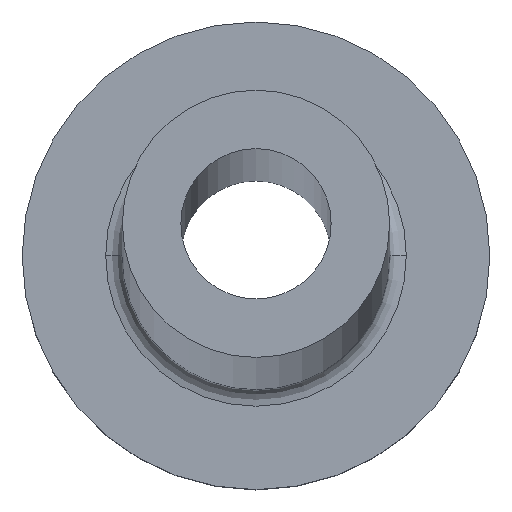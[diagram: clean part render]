
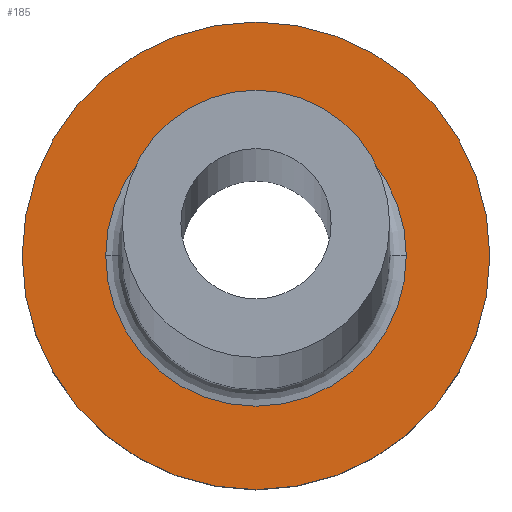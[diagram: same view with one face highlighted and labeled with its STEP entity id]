
A CAD part, top view. The second image highlights one B-rep face of the part: STEP entity #185.
In plain terms, the highlighted planar face has unit normal (0, 0, 1).
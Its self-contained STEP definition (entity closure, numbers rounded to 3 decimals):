
#1 = FACE_BOUND ( 'NONE', #58, .T. ) ;
#11 = DIRECTION ( 'NONE',  ( 0., 0., 1. ) ) ;
#19 = VERTEX_POINT ( 'NONE', #146 ) ;
#24 = ORIENTED_EDGE ( 'NONE', *, *, #367, .T. ) ;
#37 = CARTESIAN_POINT ( 'NONE',  ( 0., 0., 5. ) ) ;
#38 = ORIENTED_EDGE ( 'NONE', *, *, #234, .T. ) ;
#58 = EDGE_LOOP ( 'NONE', ( #77, #140 ) ) ;
#77 = ORIENTED_EDGE ( 'NONE', *, *, #323, .T. ) ;
#81 = DIRECTION ( 'NONE',  ( 0., 0., 1. ) ) ;
#97 = CARTESIAN_POINT ( 'NONE',  ( 0., 0., 5. ) ) ;
#100 = AXIS2_PLACEMENT_3D ( 'NONE', #170, #11, #336 ) ;
#102 = DIRECTION ( 'NONE',  ( 0., 0., -1. ) ) ;
#123 = CARTESIAN_POINT ( 'NONE',  ( 0., 0., 5. ) ) ;
#134 = EDGE_CURVE ( 'NONE', #255, #293, #320, .T. ) ;
#135 = CARTESIAN_POINT ( 'NONE',  ( 4.5, 0., 5. ) ) ;
#139 = CARTESIAN_POINT ( 'NONE',  ( 7., 0., 5. ) ) ;
#140 = ORIENTED_EDGE ( 'NONE', *, *, #134, .T. ) ;
#146 = CARTESIAN_POINT ( 'NONE',  ( -7., 0., 5. ) ) ;
#149 = AXIS2_PLACEMENT_3D ( 'NONE', #308, #102, #249 ) ;
#170 = CARTESIAN_POINT ( 'NONE',  ( 0., 0., 5. ) ) ;
#185 = ADVANCED_FACE ( 'NONE', ( #1, #330 ), #187, .T. ) ;
#187 = PLANE ( 'NONE',  #218 ) ;
#189 = DIRECTION ( 'NONE',  ( 1., 0., 0. ) ) ;
#218 = AXIS2_PLACEMENT_3D ( 'NONE', #123, #81, #224 ) ;
#224 = DIRECTION ( 'NONE',  ( 1., 0., 0. ) ) ;
#234 = EDGE_CURVE ( 'NONE', #335, #19, #265, .T. ) ;
#249 = DIRECTION ( 'NONE',  ( 1., 0., 0. ) ) ;
#255 = VERTEX_POINT ( 'NONE', #307 ) ;
#256 = CIRCLE ( 'NONE', #149, 4.5 ) ;
#265 = CIRCLE ( 'NONE', #100, 7. ) ;
#275 = DIRECTION ( 'NONE',  ( 0., 0., -1. ) ) ;
#280 = AXIS2_PLACEMENT_3D ( 'NONE', #97, #275, #351 ) ;
#289 = AXIS2_PLACEMENT_3D ( 'NONE', #37, #334, #189 ) ;
#293 = VERTEX_POINT ( 'NONE', #135 ) ;
#307 = CARTESIAN_POINT ( 'NONE',  ( -4.5, 0., 5. ) ) ;
#308 = CARTESIAN_POINT ( 'NONE',  ( 0., 0., 5. ) ) ;
#320 = CIRCLE ( 'NONE', #280, 4.5 ) ;
#323 = EDGE_CURVE ( 'NONE', #293, #255, #256, .T. ) ;
#330 = FACE_OUTER_BOUND ( 'NONE', #333, .T. ) ;
#333 = EDGE_LOOP ( 'NONE', ( #24, #38 ) ) ;
#334 = DIRECTION ( 'NONE',  ( 0., 0., 1. ) ) ;
#335 = VERTEX_POINT ( 'NONE', #139 ) ;
#336 = DIRECTION ( 'NONE',  ( 1., 0., 0. ) ) ;
#351 = DIRECTION ( 'NONE',  ( 1., 0., 0. ) ) ;
#359 = CIRCLE ( 'NONE', #289, 7. ) ;
#367 = EDGE_CURVE ( 'NONE', #19, #335, #359, .T. ) ;
